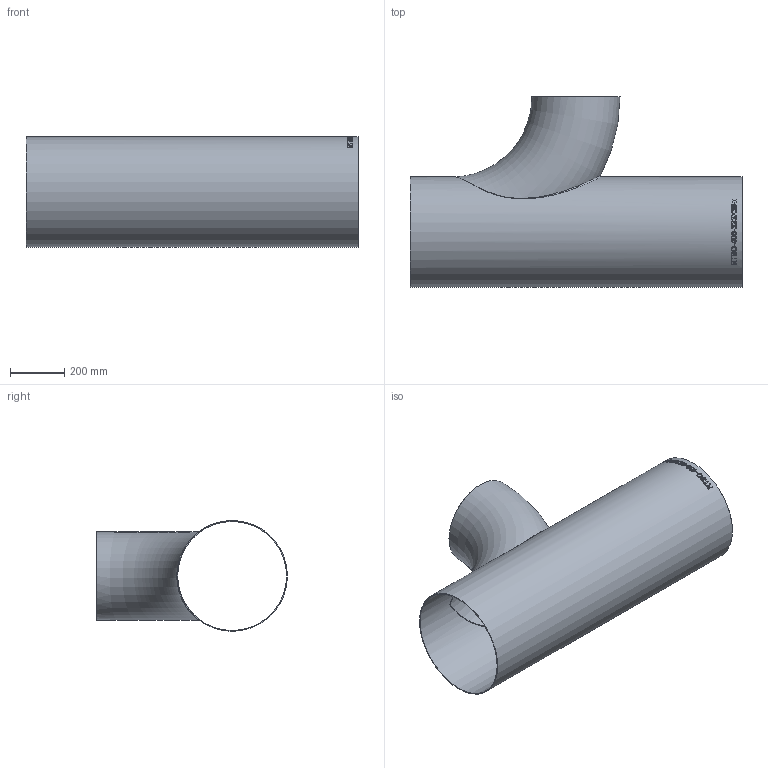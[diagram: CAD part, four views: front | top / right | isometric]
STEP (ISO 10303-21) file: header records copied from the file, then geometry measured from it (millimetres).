
FILE_DESCRIPTION (( 'STEP AP214' ), '1' );
FILE_NAME ('RTBO-406-323X30-x T-Bogen reduziert 2005.STEP', '2020-05-26T08:21:56', ( '' ), ( '' ), 'SwSTEP 2.0', 'SolidWorks 2019', '' );
FILE_SCHEMA (( 'AUTOMOTIVE_DESIGN' ));
Length unit declared in the file: millimetre
Products named in the file (1): RTBO-406-323X30-x T-Bogen reduziert 2005
Bounding box: 1220 x 701.45 x 406.4 mm (x, y, z)
Volume: 6147934.8 mm3; surface area: 3617359.9 mm2
Topology: 1 solids, 1 shells, 245 faces, 651 edges, 434 vertices
Faces by surface type: bspline 152, plane 64, cylinder 27, torus 2
Full cylindrical faces by diameter (mm): 400.4 x1, 406.4 x1
Entity records: 56139 total; most frequent: CARTESIAN_POINT 48831, ORIENTED_EDGE 1286, EDGE_CURVE 643, B_SPLINE_CURVE_WITH_KNOTS 471, DIRECTION 442, VERTEX_POINT 432, EDGE_LOOP 281, FACE_OUTER_BOUND 251
